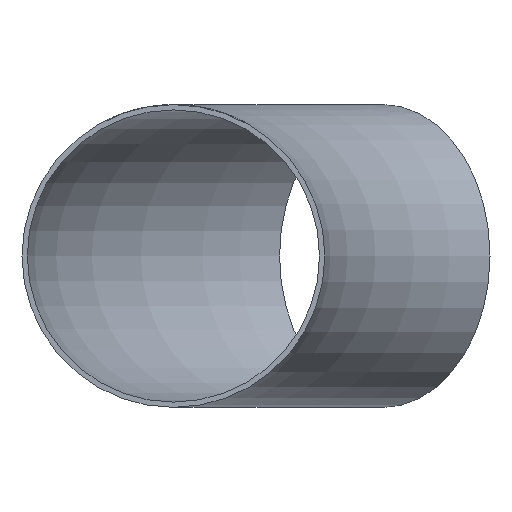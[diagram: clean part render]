
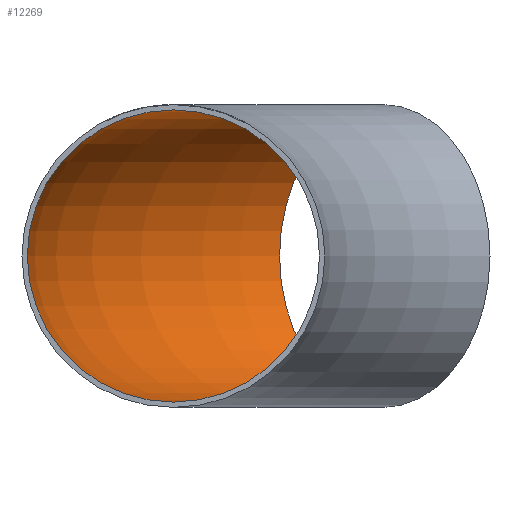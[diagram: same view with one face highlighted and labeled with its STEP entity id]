
A CAD part, front view. The second image highlights one B-rep face of the part: STEP entity #12269.
In plain terms, the highlighted toroidal (fillet/blend) face has major radius 270 mm and minor radius 55.15 mm.
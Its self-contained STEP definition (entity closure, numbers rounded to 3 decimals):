
#60 = EDGE_LOOP ( 'NONE', ( #15287 ) ) ;
#899 = CARTESIAN_POINT ( 'NONE',  ( -190.919, 190.919, 0. ) ) ;
#1266 = EDGE_CURVE ( 'NONE', #9896, #9896, #12610, .T. ) ;
#2050 = CARTESIAN_POINT ( 'NONE',  ( 0., 0., 0. ) ) ;
#3264 = FACE_OUTER_BOUND ( 'NONE', #9317, .T. ) ;
#3756 = VERTEX_POINT ( 'NONE', #11582 ) ;
#9317 = EDGE_LOOP ( 'NONE', ( #10032 ) ) ;
#9389 = DIRECTION ( 'NONE',  ( 0., 0., -1. ) ) ;
#9779 = DIRECTION ( 'NONE',  ( -1., 0., 0. ) ) ;
#9896 = VERTEX_POINT ( 'NONE', #17461 ) ;
#10032 = ORIENTED_EDGE ( 'NONE', *, *, #16793, .F. ) ;
#11122 = AXIS2_PLACEMENT_3D ( 'NONE', #2050, #9389, #9779 ) ;
#11515 = DIRECTION ( 'NONE',  ( 0.707, 0.707, 0. ) ) ;
#11582 = CARTESIAN_POINT ( 'NONE',  ( -270., 0., 55.15 ) ) ;
#12213 = DIRECTION ( 'NONE',  ( 0., 1., 0. ) ) ;
#12269 = ADVANCED_FACE ( 'NONE', ( #12589, #3264 ), #19674, .F. ) ;
#12589 = FACE_OUTER_BOUND ( 'NONE', #60, .T. ) ;
#12610 = CIRCLE ( 'NONE', #14825, 55.15 ) ;
#13888 = CARTESIAN_POINT ( 'NONE',  ( -270., 0., 0. ) ) ;
#14825 = AXIS2_PLACEMENT_3D ( 'NONE', #899, #11515, #17705 ) ;
#15287 = ORIENTED_EDGE ( 'NONE', *, *, #1266, .T. ) ;
#16206 = AXIS2_PLACEMENT_3D ( 'NONE', #13888, #12213, #18462 ) ;
#16793 = EDGE_CURVE ( 'NONE', #3756, #3756, #18724, .T. ) ;
#17461 = CARTESIAN_POINT ( 'NONE',  ( -229.916, 229.916, 0. ) ) ;
#17705 = DIRECTION ( 'NONE',  ( -0.707, 0.707, 0. ) ) ;
#18462 = DIRECTION ( 'NONE',  ( 0., 0., 1. ) ) ;
#18724 = CIRCLE ( 'NONE', #16206, 55.15 ) ;
#19674 = TOROIDAL_SURFACE ( 'NONE', #11122, 270., 55.15 ) ;
